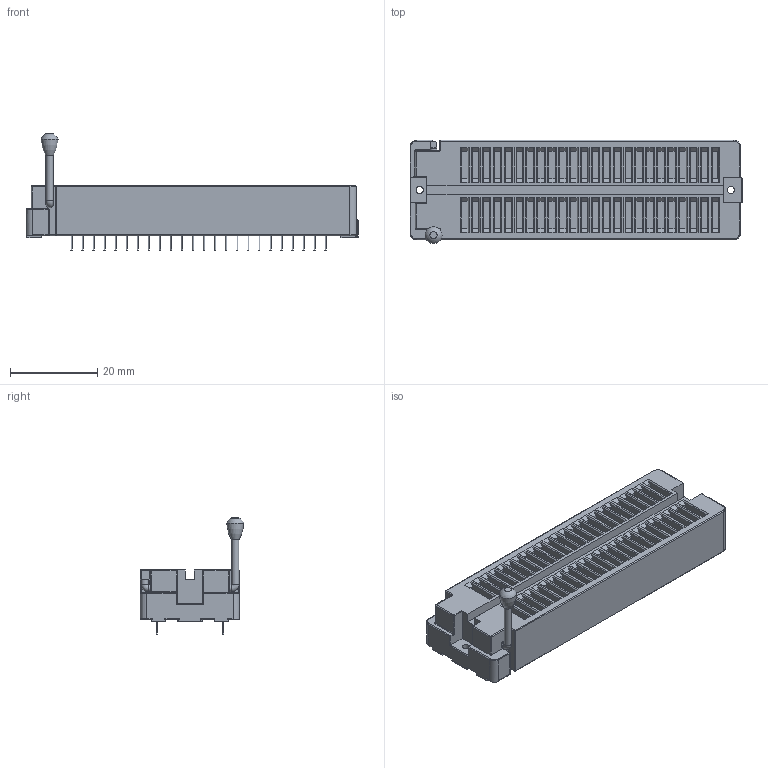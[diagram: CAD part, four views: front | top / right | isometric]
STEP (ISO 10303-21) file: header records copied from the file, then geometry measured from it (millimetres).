
FILE_DESCRIPTION(/* description */ ('Unknown'),/* implementation_level */ '2;1');
FILE_NAME(/* name */ '48-6554-11',/* time_stamp */ '2023-07-05T11:05:43+02:00',/* author */ ('Unknown'),/* organization */ ('Unknown'),/* preprocessor_version */ 'ST-DEVELOPER v18.102',/* originating_system */ 'Solid Edge',/* authorisation */ 'Unknown');
FILE_SCHEMA (('AUTOMOTIVE_DESIGN {1 0 10303 214 3 1 1}'));
Length unit declared in the file: millimetre
Products named in the file (1): 48-6554-11
Bounding box: 76.3 x 23.8 x 26.66 mm (x, y, z)
Volume: 14887.7 mm3; surface area: 13179.8 mm2
Topology: 2 solids, 2 shells, 695 faces, 1711 edges, 1112 vertices
Faces by surface type: plane 540, cylinder 131, torus 17, sphere 5, bspline 2
Full cylindrical faces by diameter (mm): 0.305 x48, 1.6 x2, 1.65 x5, 1.712 x1
Entity records: 24734 total; most frequent: CARTESIAN_POINT 3500, ORIENTED_EDGE 3278, DIRECTION 3253, EDGE_CURVE 1639, LINE 1389, VECTOR 1389, VERTEX_POINT 1105, AXIS2_PLACEMENT_3D 932
